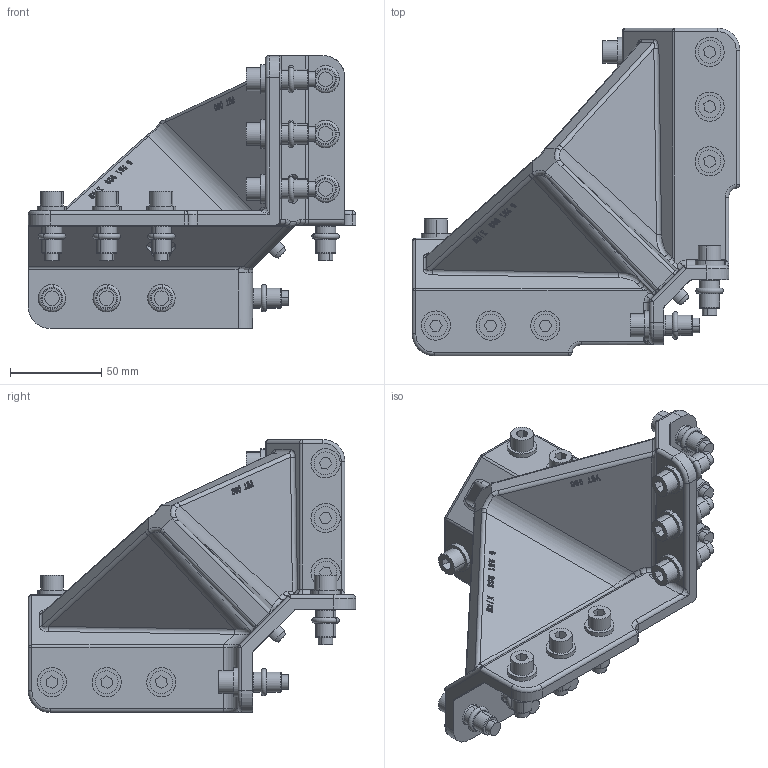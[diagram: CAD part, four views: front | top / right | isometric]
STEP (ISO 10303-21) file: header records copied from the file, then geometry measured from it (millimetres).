
FILE_DESCRIPTION(('CATIA V5 STEP Exchange'),'2;1');
FILE_NAME('AEGT090.stp','2017-07-06T00:04:18+00:00',('none'),('none'),'CATIA Version 5 Release 21 GA (IN-10)','CATIA V5 STEP AP203','none');
FILE_SCHEMA(('CONFIG_CONTROL_DESIGN'));
Length unit declared in the file: millimetre
Products named in the file (1): AEGT090
Bounding box: 179.57 x 179.57 x 149.57 mm (x, y, z)
Volume: 524092.2 mm3; surface area: 135608.9 mm2
Topology: 1 solids, 20 shells, 1429 faces, 3489 edges, 2244 vertices
Faces by surface type: plane 840, cylinder 385, cone 114, torus 49, bspline 33, sphere 8
Entity records: 41858 total; most frequent: CARTESIAN_POINT 10665, ORIENTED_EDGE 6958, DIRECTION 5123, EDGE_CURVE 3479, VERTEX_POINT 2244, AXIS2_PLACEMENT_3D 2045, VECTOR 1996, LINE 1996
